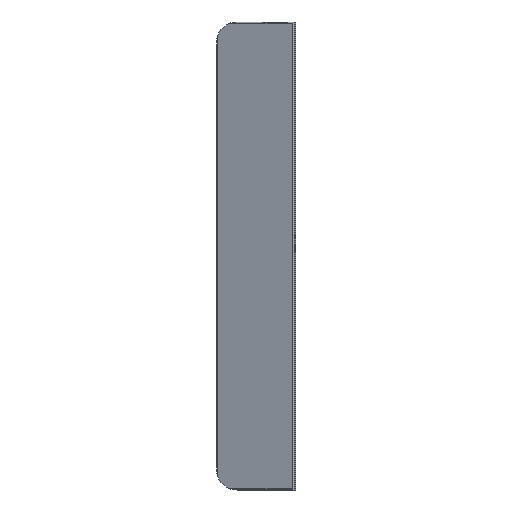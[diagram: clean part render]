
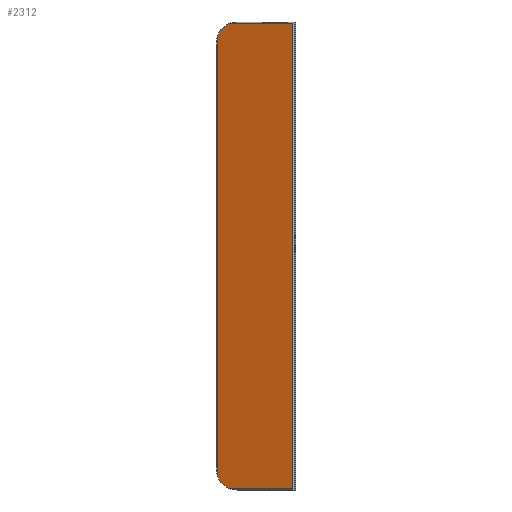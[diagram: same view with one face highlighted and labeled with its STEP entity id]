
A CAD part, left-side view. The second image highlights one B-rep face of the part: STEP entity #2312.
In plain terms, the highlighted planar face has unit normal (-0.94, 0.342, 0).
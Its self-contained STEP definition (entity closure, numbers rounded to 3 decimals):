
#64=PLANE('',#2488);
#299=LINE('',#3615,#597);
#300=LINE('',#3619,#598);
#301=LINE('',#3621,#599);
#302=LINE('',#3623,#600);
#597=VECTOR('',#2872,10.);
#598=VECTOR('',#2877,10.);
#599=VECTOR('',#2878,10.);
#600=VECTOR('',#2879,10.);
#810=FACE_OUTER_BOUND('',#960,.T.);
#960=EDGE_LOOP('',(#1871,#1872,#1873,#1874,#1875,#1876));
#1073=CIRCLE('',#2483,8.);
#1074=CIRCLE('',#2489,8.);
#1206=VERTEX_POINT('',#3602);
#1207=VERTEX_POINT('',#3604);
#1210=VERTEX_POINT('',#3614);
#1211=VERTEX_POINT('',#3618);
#1212=VERTEX_POINT('',#3620);
#1213=VERTEX_POINT('',#3622);
#1448=EDGE_CURVE('',#1206,#1207,#1073,.T.);
#1453=EDGE_CURVE('',#1207,#1210,#299,.T.);
#1455=EDGE_CURVE('',#1211,#1206,#300,.T.);
#1456=EDGE_CURVE('',#1212,#1211,#301,.T.);
#1457=EDGE_CURVE('',#1213,#1212,#302,.T.);
#1458=EDGE_CURVE('',#1210,#1213,#1074,.T.);
#1871=ORIENTED_EDGE('',*,*,#1448,.F.);
#1872=ORIENTED_EDGE('',*,*,#1455,.F.);
#1873=ORIENTED_EDGE('',*,*,#1456,.F.);
#1874=ORIENTED_EDGE('',*,*,#1457,.F.);
#1875=ORIENTED_EDGE('',*,*,#1458,.F.);
#1876=ORIENTED_EDGE('',*,*,#1453,.F.);
#2312=ADVANCED_FACE('',(#810),#64,.T.);
#2483=AXIS2_PLACEMENT_3D('',#3605,#2861,#2862);
#2488=AXIS2_PLACEMENT_3D('',#3617,#2875,#2876);
#2489=AXIS2_PLACEMENT_3D('',#3624,#2880,#2881);
#2861=DIRECTION('center_axis',(0.94,-0.342,0.));
#2862=DIRECTION('ref_axis',(0.242,0.664,-0.707));
#2872=DIRECTION('',(0.,0.,1.));
#2875=DIRECTION('center_axis',(-0.94,0.342,0.));
#2876=DIRECTION('ref_axis',(0.,0.,1.));
#2877=DIRECTION('',(0.342,0.94,0.));
#2878=DIRECTION('',(0.,0.,-1.));
#2879=DIRECTION('',(-0.342,-0.94,0.));
#2880=DIRECTION('center_axis',(0.94,-0.342,0.));
#2881=DIRECTION('ref_axis',(0.242,0.664,0.707));
#3602=CARTESIAN_POINT('',(6.597,23.973,0.5));
#3604=CARTESIAN_POINT('',(8.21,28.405,5.216));
#3605=CARTESIAN_POINT('Origin',(5.645,21.357,8.));
#3614=CARTESIAN_POINT('',(8.21,28.405,164.784));
#3615=CARTESIAN_POINT('',(8.21,28.405,11.));
#3617=CARTESIAN_POINT('Origin',(3.251,14.779,22.));
#3618=CARTESIAN_POINT('',(-1.708,1.154,0.5));
#3619=CARTESIAN_POINT('',(4.238,17.49,0.5));
#3620=CARTESIAN_POINT('',(-1.708,1.154,169.5));
#3621=CARTESIAN_POINT('',(-1.708,1.154,11.));
#3622=CARTESIAN_POINT('',(6.597,23.973,169.5));
#3623=CARTESIAN_POINT('',(4.238,17.49,169.5));
#3624=CARTESIAN_POINT('Origin',(5.645,21.357,162.));
